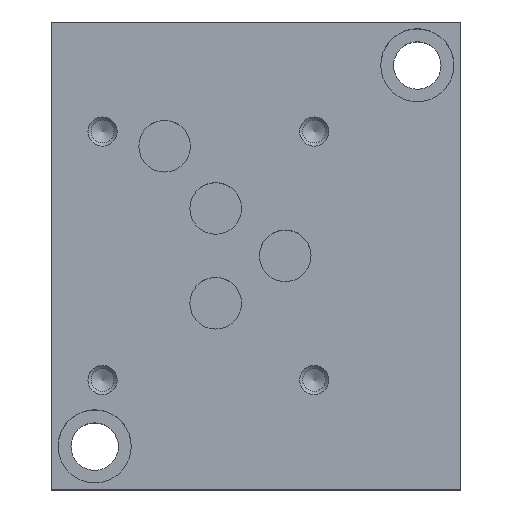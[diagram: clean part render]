
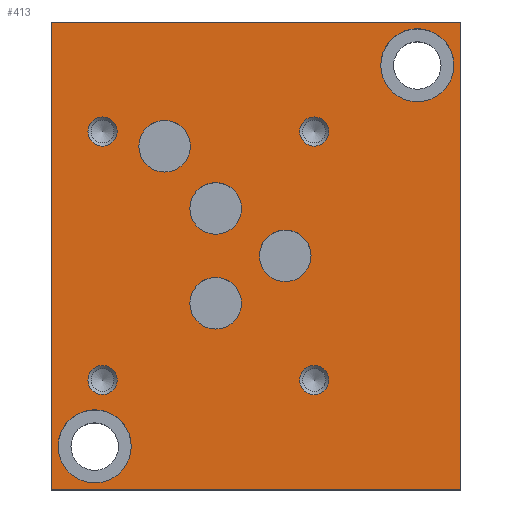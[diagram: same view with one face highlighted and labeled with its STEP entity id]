
A CAD part, top view. The second image highlights one B-rep face of the part: STEP entity #413.
In plain terms, the highlighted planar face has unit normal (0, 0, 1).
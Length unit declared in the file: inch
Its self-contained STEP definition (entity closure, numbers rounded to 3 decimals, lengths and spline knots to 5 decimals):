
#413 = ADVANCED_FACE( '', ( #1014, #1015, #1016, #1017, #1018, #1019, #1020, #1021, #1022, #1023, #1024 ), #1025, .F. );
#1014 = FACE_BOUND( '', #1839, .T. );
#1015 = FACE_BOUND( '', #1840, .T. );
#1016 = FACE_BOUND( '', #1841, .T. );
#1017 = FACE_BOUND( '', #1842, .T. );
#1018 = FACE_BOUND( '', #1843, .T. );
#1019 = FACE_BOUND( '', #1844, .T. );
#1020 = FACE_BOUND( '', #1845, .T. );
#1021 = FACE_BOUND( '', #1846, .T. );
#1022 = FACE_BOUND( '', #1847, .T. );
#1023 = FACE_BOUND( '', #1848, .T. );
#1024 = FACE_OUTER_BOUND( '', #1849, .T. );
#1025 = PLANE( '', #1850 );
#1839 = EDGE_LOOP( '', ( #3003 ) );
#1840 = EDGE_LOOP( '', ( #3004 ) );
#1841 = EDGE_LOOP( '', ( #3005 ) );
#1842 = EDGE_LOOP( '', ( #3006 ) );
#1843 = EDGE_LOOP( '', ( #3007 ) );
#1844 = EDGE_LOOP( '', ( #3008 ) );
#1845 = EDGE_LOOP( '', ( #3009 ) );
#1846 = EDGE_LOOP( '', ( #3010 ) );
#1847 = EDGE_LOOP( '', ( #3011 ) );
#1848 = EDGE_LOOP( '', ( #3012 ) );
#1849 = EDGE_LOOP( '', ( #3013, #3014, #3015, #3016 ) );
#1850 = AXIS2_PLACEMENT_3D( '', #3017, #3018, #3019 );
#3003 = ORIENTED_EDGE( '', *, *, #4698, .T. );
#3004 = ORIENTED_EDGE( '', *, *, #4804, .T. );
#3005 = ORIENTED_EDGE( '', *, *, #4856, .F. );
#3006 = ORIENTED_EDGE( '', *, *, #4857, .F. );
#3007 = ORIENTED_EDGE( '', *, *, #4700, .F. );
#3008 = ORIENTED_EDGE( '', *, *, #4858, .F. );
#3009 = ORIENTED_EDGE( '', *, *, #4565, .F. );
#3010 = ORIENTED_EDGE( '', *, *, #4859, .F. );
#3011 = ORIENTED_EDGE( '', *, *, #4552, .F. );
#3012 = ORIENTED_EDGE( '', *, *, #4860, .F. );
#3013 = ORIENTED_EDGE( '', *, *, #4625, .T. );
#3014 = ORIENTED_EDGE( '', *, *, #4861, .F. );
#3015 = ORIENTED_EDGE( '', *, *, #4862, .F. );
#3016 = ORIENTED_EDGE( '', *, *, #4863, .T. );
#3017 = CARTESIAN_POINT( '', ( 3.5, 4., 2. ) );
#3018 = DIRECTION( '', ( 0., 0., -1. ) );
#3019 = DIRECTION( '', ( -1., 0., 0. ) );
#4552 = EDGE_CURVE( '', #5382, #5382, #5383, .T. );
#4565 = EDGE_CURVE( '', #5405, #5405, #5406, .T. );
#4625 = EDGE_CURVE( '', #5505, #5509, #5511, .T. );
#4698 = EDGE_CURVE( '', #5635, #5635, #5636, .T. );
#4700 = EDGE_CURVE( '', #5638, #5638, #5639, .T. );
#4804 = EDGE_CURVE( '', #5812, #5812, #5813, .T. );
#4856 = EDGE_CURVE( '', #5898, #5898, #5899, .T. );
#4857 = EDGE_CURVE( '', #5900, #5900, #5901, .T. );
#4858 = EDGE_CURVE( '', #5902, #5902, #5903, .T. );
#4859 = EDGE_CURVE( '', #5904, #5904, #5905, .T. );
#4860 = EDGE_CURVE( '', #5906, #5906, #5907, .T. );
#4861 = EDGE_CURVE( '', #5908, #5509, #5909, .T. );
#4862 = EDGE_CURVE( '', #5910, #5908, #5911, .T. );
#4863 = EDGE_CURVE( '', #5910, #5505, #5912, .T. );
#5382 = VERTEX_POINT( '', #6591 );
#5383 = CIRCLE( '', #6592, 0.2205 );
#5405 = VERTEX_POINT( '', #6618 );
#5406 = CIRCLE( '', #6619, 0.2205 );
#5505 = VERTEX_POINT( '', #6754 );
#5509 = VERTEX_POINT( '', #6760 );
#5511 = LINE( '', #6763, #6764 );
#5635 = VERTEX_POINT( '', #6932 );
#5636 = CIRCLE( '', #6933, 0.3125 );
#5638 = VERTEX_POINT( '', #6935 );
#5639 = CIRCLE( '', #6936, 0.125 );
#5812 = VERTEX_POINT( '', #7172 );
#5813 = CIRCLE( '', #7173, 0.3125 );
#5898 = VERTEX_POINT( '', #7283 );
#5899 = CIRCLE( '', #7284, 0.125 );
#5900 = VERTEX_POINT( '', #7285 );
#5901 = CIRCLE( '', #7286, 0.125 );
#5902 = VERTEX_POINT( '', #7287 );
#5903 = CIRCLE( '', #7288, 0.125 );
#5904 = VERTEX_POINT( '', #7289 );
#5905 = CIRCLE( '', #7290, 0.2205 );
#5906 = VERTEX_POINT( '', #7291 );
#5907 = CIRCLE( '', #7292, 0.2205 );
#5908 = VERTEX_POINT( '', #7293 );
#5909 = LINE( '', #7294, #7295 );
#5910 = VERTEX_POINT( '', #7296 );
#5911 = LINE( '', #7297, #7298 );
#5912 = LINE( '', #7299, #7300 );
#6591 = CARTESIAN_POINT( '', ( 1.1885, 2.937, 2. ) );
#6592 = AXIS2_PLACEMENT_3D( '', #8177, #8178, #8179 );
#6618 = CARTESIAN_POINT( '', ( 1.6255, 1.594, 2. ) );
#6619 = AXIS2_PLACEMENT_3D( '', #8199, #8200, #8201 );
#6754 = CARTESIAN_POINT( '', ( 0., 4., 2. ) );
#6760 = CARTESIAN_POINT( '', ( 0., 0., 2. ) );
#6763 = CARTESIAN_POINT( '', ( 0., 4., 2. ) );
#6764 = VECTOR( '', #8268, 39.37008 );
#6932 = CARTESIAN_POINT( '', ( 2.8175, 3.63, 2. ) );
#6933 = AXIS2_PLACEMENT_3D( '', #8358, #8359, #8360 );
#6935 = CARTESIAN_POINT( '', ( 2.373, 0.937, 2. ) );
#6936 = AXIS2_PLACEMENT_3D( '', #8361, #8362, #8363 );
#7172 = CARTESIAN_POINT( '', ( 0.0575, 0.37, 2. ) );
#7173 = AXIS2_PLACEMENT_3D( '', #8475, #8476, #8477 );
#7283 = CARTESIAN_POINT( '', ( 0.562, 3.063, 2. ) );
#7284 = AXIS2_PLACEMENT_3D( '', #8536, #8537, #8538 );
#7285 = CARTESIAN_POINT( '', ( 0.562, 0.937, 2. ) );
#7286 = AXIS2_PLACEMENT_3D( '', #8539, #8540, #8541 );
#7287 = CARTESIAN_POINT( '', ( 2.373, 3.063, 2. ) );
#7288 = AXIS2_PLACEMENT_3D( '', #8542, #8543, #8544 );
#7289 = CARTESIAN_POINT( '', ( 1.6255, 2.405, 2. ) );
#7290 = AXIS2_PLACEMENT_3D( '', #8545, #8546, #8547 );
#7291 = CARTESIAN_POINT( '', ( 2.2205, 2., 2. ) );
#7292 = AXIS2_PLACEMENT_3D( '', #8548, #8549, #8550 );
#7293 = CARTESIAN_POINT( '', ( 3.5, 0., 2. ) );
#7294 = CARTESIAN_POINT( '', ( 3.5, 0., 2. ) );
#7295 = VECTOR( '', #8551, 39.37008 );
#7296 = CARTESIAN_POINT( '', ( 3.5, 4., 2. ) );
#7297 = CARTESIAN_POINT( '', ( 3.5, 4., 2. ) );
#7298 = VECTOR( '', #8552, 39.37008 );
#7299 = CARTESIAN_POINT( '', ( 3.5, 4., 2. ) );
#7300 = VECTOR( '', #8553, 39.37008 );
#8177 = CARTESIAN_POINT( '', ( 0.968, 2.937, 2. ) );
#8178 = DIRECTION( '', ( 0., 0., 1. ) );
#8179 = DIRECTION( '', ( 1., 0., 0. ) );
#8199 = CARTESIAN_POINT( '', ( 1.405, 1.594, 2. ) );
#8200 = DIRECTION( '', ( 0., 0., 1. ) );
#8201 = DIRECTION( '', ( 1., 0., 0. ) );
#8268 = DIRECTION( '', ( 0., -1., 0. ) );
#8358 = CARTESIAN_POINT( '', ( 3.13, 3.63, 2. ) );
#8359 = DIRECTION( '', ( 0., 0., -1. ) );
#8360 = DIRECTION( '', ( -1., 0., 0. ) );
#8361 = CARTESIAN_POINT( '', ( 2.248, 0.937, 2. ) );
#8362 = DIRECTION( '', ( 0., 0., 1. ) );
#8363 = DIRECTION( '', ( 1., 0., 0. ) );
#8475 = CARTESIAN_POINT( '', ( 0.37, 0.37, 2. ) );
#8476 = DIRECTION( '', ( 0., 0., -1. ) );
#8477 = DIRECTION( '', ( -1., 0., 0. ) );
#8536 = CARTESIAN_POINT( '', ( 0.437, 3.063, 2. ) );
#8537 = DIRECTION( '', ( 0., 0., 1. ) );
#8538 = DIRECTION( '', ( 1., 0., 0. ) );
#8539 = CARTESIAN_POINT( '', ( 0.437, 0.937, 2. ) );
#8540 = DIRECTION( '', ( 0., 0., 1. ) );
#8541 = DIRECTION( '', ( 1., 0., 0. ) );
#8542 = CARTESIAN_POINT( '', ( 2.248, 3.063, 2. ) );
#8543 = DIRECTION( '', ( 0., 0., 1. ) );
#8544 = DIRECTION( '', ( 1., 0., 0. ) );
#8545 = CARTESIAN_POINT( '', ( 1.405, 2.405, 2. ) );
#8546 = DIRECTION( '', ( 0., 0., 1. ) );
#8547 = DIRECTION( '', ( 1., 0., 0. ) );
#8548 = CARTESIAN_POINT( '', ( 2., 2., 2. ) );
#8549 = DIRECTION( '', ( 0., 0., 1. ) );
#8550 = DIRECTION( '', ( 1., 0., 0. ) );
#8551 = DIRECTION( '', ( -1., 0., 0. ) );
#8552 = DIRECTION( '', ( 0., -1., 0. ) );
#8553 = DIRECTION( '', ( -1., 0., 0. ) );
